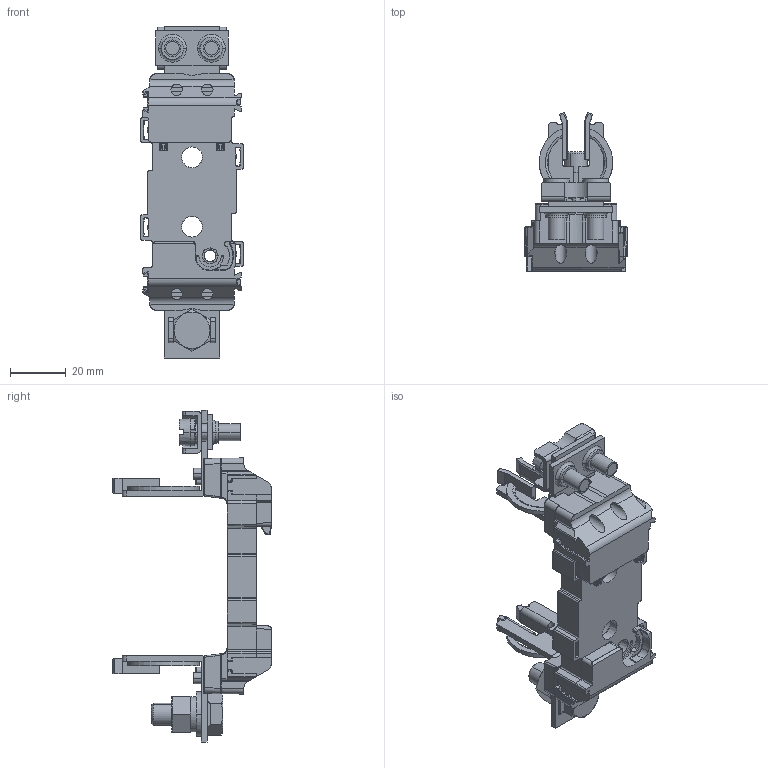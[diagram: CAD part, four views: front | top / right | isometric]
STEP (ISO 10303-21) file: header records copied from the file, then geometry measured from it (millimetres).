
FILE_DESCRIPTION((''),'2;1');
FILE_NAME('004121300_PT00_M8-M8_1P_ASM','2023-10-24T13:18:03',('klemen.sitar'),('Audax d.o.o.'),'CREO PARAMETRIC BY PTC INC, 2021304','CREO PARAMETRIC BY PTC INC, 2021304','');
FILE_SCHEMA(('AP242_MANAGED_MODEL_BASED_3D_ENGINEERING_MIM_LF { 1 0 10303 442 1 1 4 }'));
Products named in the file (19): BASE_V2_1_1_2_1_1; ETI_LOGO_9_9X5_78MM; 0000046520_1_1_1_1_1_1; 0000046559_1_1_1_1_1_1; 0000031029_1_1_1_1_1_1; 0000031031_1_1_1_1_1_1; 0000031032_1_1_1_1_1_1; 0000031030_1_1_1_1_1_1; 0000031008_AF1_1_1_1_1_1_1; 0000031005_1_1_1_1_1; 0000031003_1_1_1_1_1; 0000032833_1_1_1_1_1; 0000046562_1_1_1_1_1; 0000046519_1_1_1; 0000046559_1_1_2_1_1; 0000031008_AF1_1_1_2_1_1; 002_004121301_ASM_1_1_ASM; 004121302_PT00_M8-2M6_1P_ASM; 004121300_PT00_M8-M8_1P_ASM
Assembly tree (22 placements, depth 4):
  004121300_PT00_M8-M8_1P_ASM
    BASE_V2_1_1_2_1_1
    ETI_LOGO_9_9X5_78MM
    004121302_PT00_M8-2M6_1P_ASM
      002_004121301_ASM_1_1_ASM
        0000046520_1_1_1_1_1_1
        0000046559_1_1_1_1_1_1  x2
        0000031029_1_1_1_1_1_1
        0000031031_1_1_1_1_1_1
        0000031032_1_1_1_1_1_1
        0000031030_1_1_1_1_1_1
        0000031008_AF1_1_1_1_1_1_1
        0000031005_1_1_1_1_1
        0000031003_1_1_1_1_1
        0000032833_1_1_1_1_1  x2
        0000046562_1_1_1_1_1  x2
        0000046519_1_1_1
        0000046559_1_1_2_1_1  x2
        0000031008_AF1_1_1_2_1_1
Bounding box: 37 x 57.2 x 119.5 mm (x, y, z)
Volume: 45279.5 mm3; surface area: 30060.2 mm2
Topology: 22 solids, 50 shells, 1857 faces, 4702 edges, 2854 vertices
Faces by surface type: plane 700, cylinder 677, bspline 204, torus 135, cone 68, sphere 68, extrusion 4, revolution 1
Entity records: 97025 total; most frequent: CARTESIAN_POINT 26458, ORIENTED_EDGE 8942, DIRECTION 8131, PRESENTATION_STYLE_ASSIGNMENT 6327, STYLED_ITEM 6327, CURVE_STYLE 4496, EDGE_CURVE 4491, AXIS2_PLACEMENT_3D 2947
